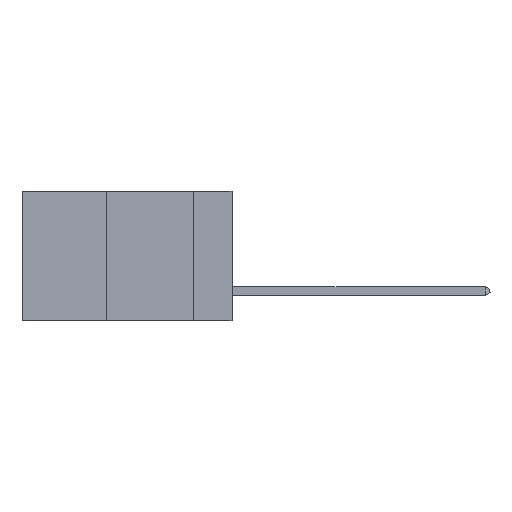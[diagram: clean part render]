
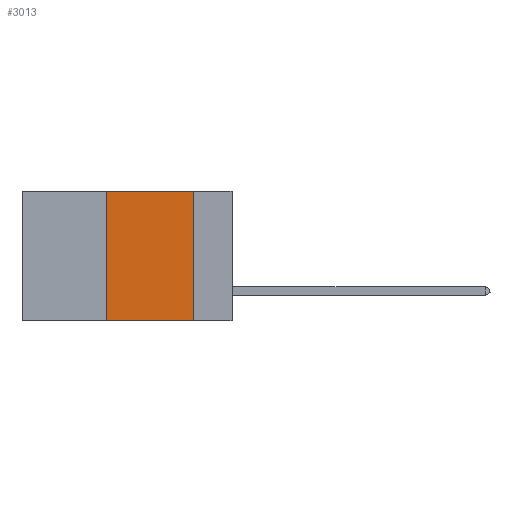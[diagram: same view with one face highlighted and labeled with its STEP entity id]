
A CAD part, left-side view. The second image highlights one B-rep face of the part: STEP entity #3013.
In plain terms, the highlighted planar face has unit normal (-1, 0, 0).
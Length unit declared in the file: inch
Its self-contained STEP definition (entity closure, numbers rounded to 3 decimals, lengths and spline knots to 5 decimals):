
#3013 = ADVANCED_FACE ( 'NONE', ( #5070 ), #31427, .F. ) ;
#5070 = FACE_OUTER_BOUND ( 'NONE', #16123, .T. ) ;
#5718 = CARTESIAN_POINT ( 'NONE',  ( 0., 0.6, 0. ) ) ;
#6438 = VERTEX_POINT ( 'NONE', #10614 ) ;
#7395 = CARTESIAN_POINT ( 'NONE',  ( 0., 0.36, 0. ) ) ;
#8077 = CARTESIAN_POINT ( 'NONE',  ( 0., 0.36, 0. ) ) ;
#8247 = DIRECTION ( 'NONE',  ( 0., 0., 1. ) ) ;
#8972 = CARTESIAN_POINT ( 'NONE',  ( 0., 0.6, -0.37 ) ) ;
#9747 = VERTEX_POINT ( 'NONE', #10258 ) ;
#10258 = CARTESIAN_POINT ( 'NONE',  ( 0., 0.36, -0.37 ) ) ;
#10443 = LINE ( 'NONE', #28749, #22087 ) ;
#10534 = AXIS2_PLACEMENT_3D ( 'NONE', #28507, #15518, #15695 ) ;
#10614 = CARTESIAN_POINT ( 'NONE',  ( 0., 0.11, -0.37 ) ) ;
#11279 = ORIENTED_EDGE ( 'NONE', *, *, #11974, .F. ) ;
#11974 = EDGE_CURVE ( 'NONE', #28012, #19037, #19067, .T. ) ;
#13789 = LINE ( 'NONE', #8972, #16078 ) ;
#13904 = ORIENTED_EDGE ( 'NONE', *, *, #28188, .F. ) ;
#15086 = VECTOR ( 'NONE', #8247, 39.37008 ) ;
#15518 = DIRECTION ( 'NONE',  ( 1., 0., 0. ) ) ;
#15695 = DIRECTION ( 'NONE',  ( 0., 0., -1. ) ) ;
#16078 = VECTOR ( 'NONE', #21648, 39.37008 ) ;
#16123 = EDGE_LOOP ( 'NONE', ( #20701, #11279, #13904, #32091 ) ) ;
#16819 = CARTESIAN_POINT ( 'NONE',  ( 0., 0.11, 0. ) ) ;
#19037 = VERTEX_POINT ( 'NONE', #16819 ) ;
#19067 = LINE ( 'NONE', #5718, #31048 ) ;
#20701 = ORIENTED_EDGE ( 'NONE', *, *, #29904, .F. ) ;
#21242 = LINE ( 'NONE', #8077, #15086 ) ;
#21648 = DIRECTION ( 'NONE',  ( 0., -1., 0. ) ) ;
#22087 = VECTOR ( 'NONE', #26513, 39.37008 ) ;
#24361 = DIRECTION ( 'NONE',  ( 0., -1., 0. ) ) ;
#26513 = DIRECTION ( 'NONE',  ( 0., 0., -1. ) ) ;
#28012 = VERTEX_POINT ( 'NONE', #7395 ) ;
#28188 = EDGE_CURVE ( 'NONE', #9747, #28012, #21242, .T. ) ;
#28507 = CARTESIAN_POINT ( 'NONE',  ( 0., 0.6, 0. ) ) ;
#28749 = CARTESIAN_POINT ( 'NONE',  ( 0., 0.11, 0. ) ) ;
#29904 = EDGE_CURVE ( 'NONE', #19037, #6438, #10443, .T. ) ;
#31048 = VECTOR ( 'NONE', #24361, 39.37008 ) ;
#31427 = PLANE ( 'NONE',  #10534 ) ;
#31526 = EDGE_CURVE ( 'NONE', #9747, #6438, #13789, .T. ) ;
#32091 = ORIENTED_EDGE ( 'NONE', *, *, #31526, .T. ) ;
